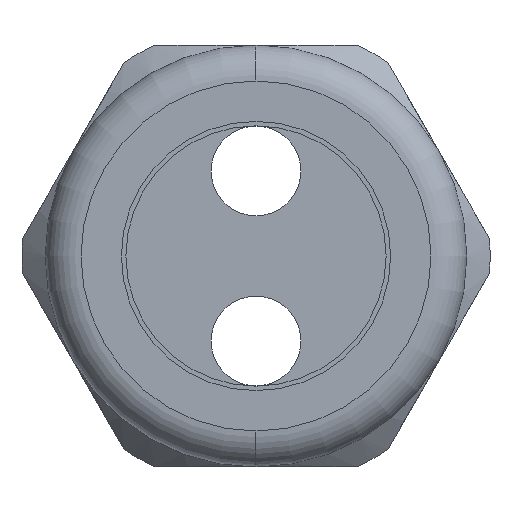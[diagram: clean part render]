
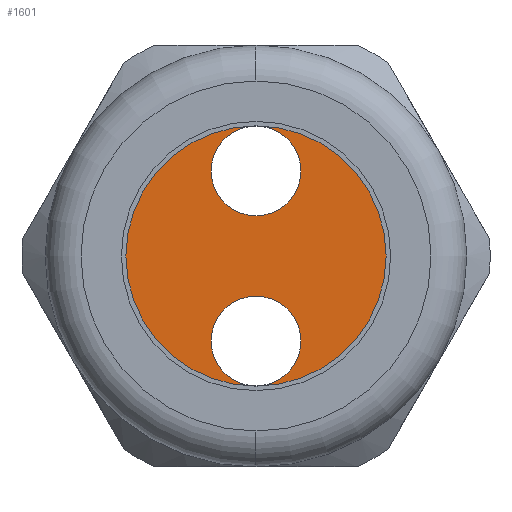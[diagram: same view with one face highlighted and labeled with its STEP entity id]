
A CAD part, left-side view. The second image highlights one B-rep face of the part: STEP entity #1601.
In plain terms, the highlighted planar face has unit normal (-1, 0, 0).
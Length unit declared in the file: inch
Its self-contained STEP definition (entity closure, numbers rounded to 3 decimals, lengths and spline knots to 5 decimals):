
#1449 = EDGE_CURVE ( 'NONE', #1498, #1518, #4178, .T. ) ;
#1453 = EDGE_CURVE ( 'NONE', #1454, #1455, #4231, .T. ) ;
#1454 = VERTEX_POINT ( 'NONE', #4227 ) ;
#1455 = VERTEX_POINT ( 'NONE', #4226 ) ;
#1498 = VERTEX_POINT ( 'NONE', #4331 ) ;
#1515 = VERTEX_POINT ( 'NONE', #4354 ) ;
#1518 = VERTEX_POINT ( 'NONE', #4351 ) ;
#1523 = EDGE_CURVE ( 'NONE', #1515, #1524, #4344, .T. ) ;
#1524 = VERTEX_POINT ( 'NONE', #4339 ) ;
#1532 = ORIENTED_EDGE ( 'NONE', *, *, #1539, .F. ) ;
#1539 = EDGE_CURVE ( 'NONE', #1518, #1498, #4383, .T. ) ;
#1540 = EDGE_LOOP ( 'NONE', ( #1541, #1566 ) ) ;
#1541 = ORIENTED_EDGE ( 'NONE', *, *, #1546, .T. ) ;
#1542 = EDGE_LOOP ( 'NONE', ( #1532, #1573 ) ) ;
#1546 = EDGE_CURVE ( 'NONE', #1455, #1454, #4378, .T. ) ;
#1566 = ORIENTED_EDGE ( 'NONE', *, *, #1453, .T. ) ;
#1573 = ORIENTED_EDGE ( 'NONE', *, *, #1449, .F. ) ;
#1574 = EDGE_CURVE ( 'NONE', #1524, #1515, #4403, .T. ) ;
#1587 = ORIENTED_EDGE ( 'NONE', *, *, #1574, .F. ) ;
#1588 = ORIENTED_EDGE ( 'NONE', *, *, #1523, .F. ) ;
#1600 = EDGE_LOOP ( 'NONE', ( #1587, #1588 ) ) ;
#1601 = ADVANCED_FACE ( 'NONE', ( #4487, #4486, #4485 ), #4492, .T. ) ;
#4174 = DIRECTION ( 'NONE',  ( 0., 0., -1. ) ) ;
#4175 = DIRECTION ( 'NONE',  ( -1., 0., 0. ) ) ;
#4176 = CARTESIAN_POINT ( 'NONE',  ( -1.35, 0., 0.1896 ) ) ;
#4177 = AXIS2_PLACEMENT_3D ( 'NONE', #4176, #4175, #4174 ) ;
#4178 = CIRCLE ( 'NONE', #4177, 0.1 ) ;
#4226 = CARTESIAN_POINT ( 'NONE',  ( -1.35, 0., 0.29 ) ) ;
#4227 = CARTESIAN_POINT ( 'NONE',  ( -1.35, 0., -0.29 ) ) ;
#4228 = DIRECTION ( 'NONE',  ( 0., 0., 1. ) ) ;
#4229 = DIRECTION ( 'NONE',  ( -1., 0., 0. ) ) ;
#4230 = AXIS2_PLACEMENT_3D ( 'NONE', #4236, #4229, #4228 ) ;
#4231 = CIRCLE ( 'NONE', #4230, 0.29 ) ;
#4236 = CARTESIAN_POINT ( 'NONE',  ( -1.35, 0., 0. ) ) ;
#4331 = CARTESIAN_POINT ( 'NONE',  ( -1.35, 0., 0.0896 ) ) ;
#4339 = CARTESIAN_POINT ( 'NONE',  ( -1.35, 0., -0.0896 ) ) ;
#4340 = DIRECTION ( 'NONE',  ( 0., 0., 1. ) ) ;
#4341 = DIRECTION ( 'NONE',  ( -1., 0., 0. ) ) ;
#4342 = CARTESIAN_POINT ( 'NONE',  ( -1.35, 0., -0.1896 ) ) ;
#4343 = AXIS2_PLACEMENT_3D ( 'NONE', #4342, #4341, #4340 ) ;
#4344 = CIRCLE ( 'NONE', #4343, 0.1 ) ;
#4351 = CARTESIAN_POINT ( 'NONE',  ( -1.35, 0., 0.2896 ) ) ;
#4354 = CARTESIAN_POINT ( 'NONE',  ( -1.35, 0., -0.2896 ) ) ;
#4375 = DIRECTION ( 'NONE',  ( 0., 0., 1. ) ) ;
#4376 = DIRECTION ( 'NONE',  ( -1., 0., 0. ) ) ;
#4377 = AXIS2_PLACEMENT_3D ( 'NONE', #4384, #4376, #4375 ) ;
#4378 = CIRCLE ( 'NONE', #4377, 0.29 ) ;
#4379 = DIRECTION ( 'NONE',  ( 0., 0., -1. ) ) ;
#4380 = DIRECTION ( 'NONE',  ( -1., 0., 0. ) ) ;
#4381 = CARTESIAN_POINT ( 'NONE',  ( -1.35, 0., 0.1896 ) ) ;
#4382 = AXIS2_PLACEMENT_3D ( 'NONE', #4381, #4380, #4379 ) ;
#4383 = CIRCLE ( 'NONE', #4382, 0.1 ) ;
#4384 = CARTESIAN_POINT ( 'NONE',  ( -1.35, 0., 0. ) ) ;
#4399 = DIRECTION ( 'NONE',  ( 0., 0., 1. ) ) ;
#4400 = DIRECTION ( 'NONE',  ( -1., 0., 0. ) ) ;
#4401 = CARTESIAN_POINT ( 'NONE',  ( -1.35, 0., -0.1896 ) ) ;
#4402 = AXIS2_PLACEMENT_3D ( 'NONE', #4401, #4400, #4399 ) ;
#4403 = CIRCLE ( 'NONE', #4402, 0.1 ) ;
#4481 = DIRECTION ( 'NONE',  ( 0., 0., 1. ) ) ;
#4482 = DIRECTION ( 'NONE',  ( -1., 0., 0. ) ) ;
#4483 = CARTESIAN_POINT ( 'NONE',  ( -1.35, 0., 0. ) ) ;
#4484 = AXIS2_PLACEMENT_3D ( 'NONE', #4483, #4482, #4481 ) ;
#4485 = FACE_OUTER_BOUND ( 'NONE', #1540, .T. ) ;
#4486 = FACE_BOUND ( 'NONE', #1600, .T. ) ;
#4487 = FACE_BOUND ( 'NONE', #1542, .T. ) ;
#4492 = PLANE ( 'NONE',  #4484 ) ;
